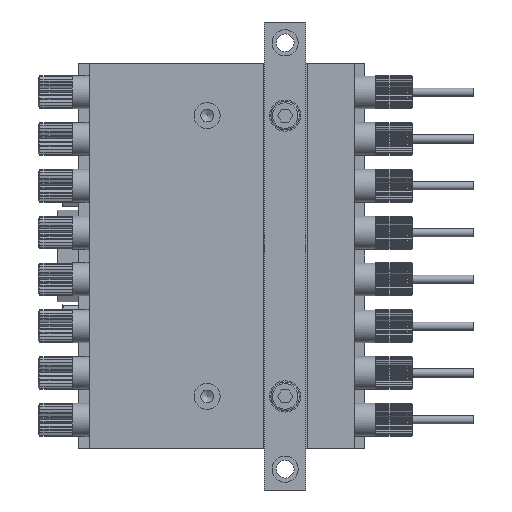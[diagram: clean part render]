
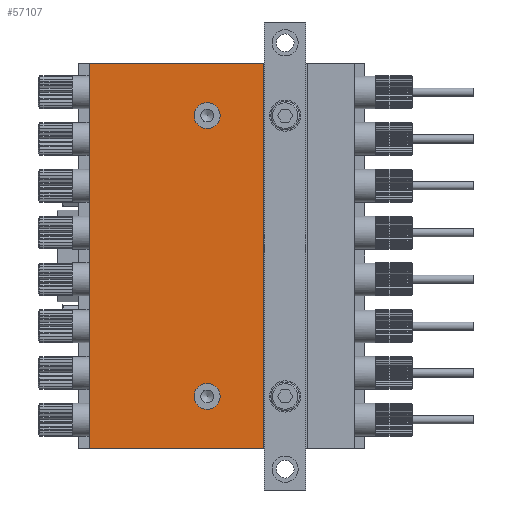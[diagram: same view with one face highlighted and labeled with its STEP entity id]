
A CAD part, left-side view. The second image highlights one B-rep face of the part: STEP entity #57107.
In plain terms, the highlighted planar face has unit normal (-1, 0, 0).
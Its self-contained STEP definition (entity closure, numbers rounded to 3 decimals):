
#248=LINE('',#80900,#3905);
#249=LINE('',#80903,#3906);
#250=LINE('',#80905,#3907);
#251=LINE('',#80907,#3908);
#3905=VECTOR('',#65011,1000.);
#3906=VECTOR('',#65012,1000.);
#3907=VECTOR('',#65013,1000.);
#3908=VECTOR('',#65014,1000.);
#7547=PLANE('',#60109);
#10097=CIRCLE('',#60110,2.5);
#10098=CIRCLE('',#60111,2.5);
#12611=ORIENTED_EDGE('',*,*,#25039,.T.);
#12612=ORIENTED_EDGE('',*,*,#25040,.T.);
#12613=ORIENTED_EDGE('',*,*,#25041,.T.);
#12614=ORIENTED_EDGE('',*,*,#25042,.F.);
#12615=ORIENTED_EDGE('',*,*,#25043,.F.);
#12616=ORIENTED_EDGE('',*,*,#25044,.T.);
#25039=EDGE_CURVE('',#31249,#31249,#10097,.T.);
#25040=EDGE_CURVE('',#31250,#31250,#10098,.T.);
#25041=EDGE_CURVE('',#31251,#31252,#248,.T.);
#25042=EDGE_CURVE('',#31253,#31252,#249,.T.);
#25043=EDGE_CURVE('',#31254,#31253,#250,.T.);
#25044=EDGE_CURVE('',#31254,#31251,#251,.T.);
#31249=VERTEX_POINT('',#80897);
#31250=VERTEX_POINT('',#80899);
#31251=VERTEX_POINT('',#80901);
#31252=VERTEX_POINT('',#80902);
#31253=VERTEX_POINT('',#80904);
#31254=VERTEX_POINT('',#80906);
#35293=EDGE_LOOP('',(#12611));
#35294=EDGE_LOOP('',(#12612));
#35295=EDGE_LOOP('',(#12613,#12614,#12615,#12616));
#38065=FACE_BOUND('',#35293,.T.);
#38066=FACE_BOUND('',#35294,.T.);
#38067=FACE_BOUND('',#35295,.T.);
#57107=ADVANCED_FACE('',(#38065,#38066,#38067),#7547,.F.);
#60109=AXIS2_PLACEMENT_3D('',#80895,#65005,#65006);
#60110=AXIS2_PLACEMENT_3D('',#80896,#65007,#65008);
#60111=AXIS2_PLACEMENT_3D('',#80898,#65009,#65010);
#65005=DIRECTION('',(1.,0.,0.));
#65006=DIRECTION('',(0.,0.,-1.));
#65007=DIRECTION('',(1.,0.,0.));
#65008=DIRECTION('',(0.,0.,-1.));
#65009=DIRECTION('',(1.,0.,0.));
#65010=DIRECTION('',(0.,0.,-1.));
#65011=DIRECTION('',(0.,-1.,0.));
#65012=DIRECTION('',(0.,0.,-1.));
#65013=DIRECTION('',(0.,-1.,0.));
#65014=DIRECTION('',(0.,0.,-1.));
#80895=CARTESIAN_POINT('',(-8.5,25.5,37.));
#80896=CARTESIAN_POINT('',(-8.5,2.8,27.));
#80897=CARTESIAN_POINT('',(-8.5,2.8,24.5));
#80898=CARTESIAN_POINT('',(-8.5,2.8,-27.));
#80899=CARTESIAN_POINT('',(-8.5,2.8,-29.5));
#80900=CARTESIAN_POINT('',(-8.5,25.5,-37.));
#80901=CARTESIAN_POINT('',(-8.5,25.5,-37.));
#80902=CARTESIAN_POINT('',(-8.5,-8.,-37.));
#80903=CARTESIAN_POINT('',(-8.5,-8.,37.));
#80904=CARTESIAN_POINT('',(-8.5,-8.,37.));
#80905=CARTESIAN_POINT('',(-8.5,25.5,37.));
#80906=CARTESIAN_POINT('',(-8.5,25.5,37.));
#80907=CARTESIAN_POINT('',(-8.5,25.5,37.));
